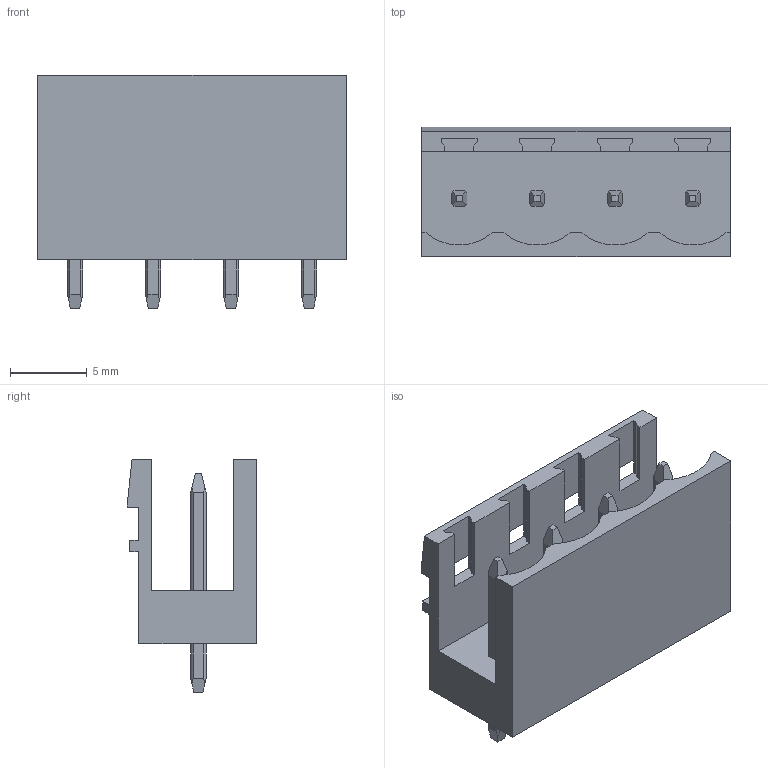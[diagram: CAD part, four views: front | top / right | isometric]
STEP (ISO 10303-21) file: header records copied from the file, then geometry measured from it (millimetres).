
FILE_DESCRIPTION(('CATIA V5 STEP Exchange','CAx-IF Rec.Pracs.--- Model Styling and Organization---1.4--- 2014-01-23'),'2;1');
FILE_NAME ('D1486300_0', '2021-05-14T08:36:23+00:00', ('none'), ('Weidmueller'), 'CATIA Version 5-6 Release 2016 SP3 HF44', 'CATIA V5 STEP AP214', 'none');
FILE_SCHEMA(('AUTOMOTIVE_DESIGN { 1 0 10303 214 1 1 1 1 }'));
Length unit declared in the file: millimetre
Products named in the file (1): 2698390000
Bounding box: 20.12 x 8.43 x 15.2 mm (x, y, z)
Volume: 915.9 mm3; surface area: 1559.1 mm2
Topology: 5 solids, 5 shells, 163 faces, 484 edges, 323 vertices
Faces by surface type: plane 125, cylinder 38
Entity records: 5542 total; most frequent: CARTESIAN_POINT 1194, ORIENTED_EDGE 968, DIRECTION 680, EDGE_CURVE 484, VECTOR 376, LINE 376, VERTEX_POINT 323, AXIS2_PLACEMENT_3D 175
